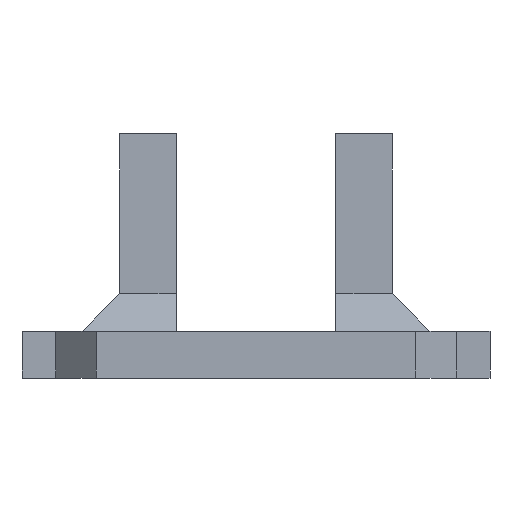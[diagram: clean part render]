
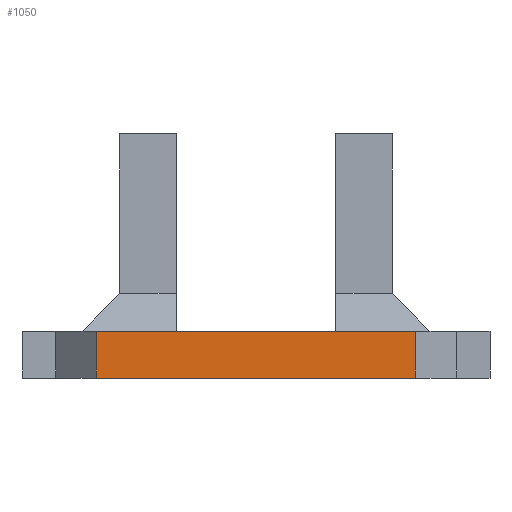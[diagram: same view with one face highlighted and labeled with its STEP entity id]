
A CAD part, front view. The second image highlights one B-rep face of the part: STEP entity #1050.
In plain terms, the highlighted planar face has unit normal (0, -1, 0).
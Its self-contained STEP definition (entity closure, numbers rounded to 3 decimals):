
#75=FACE_OUTER_BOUND('',#135,.T.);
#135=EDGE_LOOP('',(#916,#917,#918,#919));
#159=LINE('',#1431,#300);
#254=LINE('',#1625,#395);
#261=LINE('',#1639,#402);
#278=LINE('',#1675,#419);
#300=VECTOR('',#1158,10.);
#395=VECTOR('',#1329,10.);
#402=VECTOR('',#1342,10.);
#419=VECTOR('',#1379,10.);
#440=VERTEX_POINT('',#1428);
#441=VERTEX_POINT('',#1430);
#502=VERTEX_POINT('',#1623);
#506=VERTEX_POINT('',#1637);
#535=EDGE_CURVE('',#440,#441,#159,.T.);
#631=EDGE_CURVE('',#440,#502,#254,.T.);
#638=EDGE_CURVE('',#441,#506,#261,.T.);
#656=EDGE_CURVE('',#506,#502,#278,.T.);
#916=ORIENTED_EDGE('',*,*,#656,.F.);
#917=ORIENTED_EDGE('',*,*,#638,.F.);
#918=ORIENTED_EDGE('',*,*,#535,.F.);
#919=ORIENTED_EDGE('',*,*,#631,.T.);
#995=PLANE('',#1127);
#1050=ADVANCED_FACE('',(#75),#995,.T.);
#1127=AXIS2_PLACEMENT_3D('',#1674,#1377,#1378);
#1158=DIRECTION('',(1.,0.,0.));
#1329=DIRECTION('',(0.,0.,-1.));
#1342=DIRECTION('',(0.,0.,-1.));
#1377=DIRECTION('center_axis',(0.,-1.,0.));
#1378=DIRECTION('ref_axis',(1.,0.,0.));
#1379=DIRECTION('',(-1.,0.,0.));
#1428=CARTESIAN_POINT('',(-17.001,-24.9,5.));
#1430=CARTESIAN_POINT('',(17.001,-24.9,5.));
#1431=CARTESIAN_POINT('',(-17.001,-24.9,5.));
#1623=CARTESIAN_POINT('',(-17.001,-24.9,0.));
#1625=CARTESIAN_POINT('',(-17.001,-24.9,5.));
#1637=CARTESIAN_POINT('',(17.001,-24.9,0.));
#1639=CARTESIAN_POINT('',(17.001,-24.9,5.));
#1674=CARTESIAN_POINT('Origin',(-16.801,-24.9,0.));
#1675=CARTESIAN_POINT('',(16.801,-24.9,0.));
